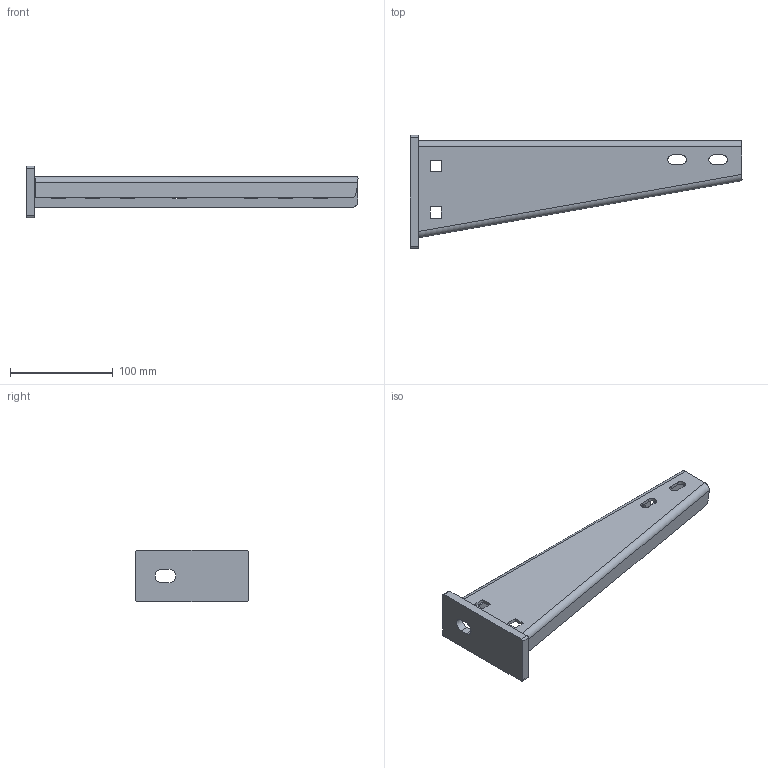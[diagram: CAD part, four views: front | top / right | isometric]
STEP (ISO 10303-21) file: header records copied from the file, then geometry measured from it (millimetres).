
FILE_DESCRIPTION((''),'2;1');
FILE_NAME('713030_ASM','2019-03-18T10:56:23',('tomasz.grudniewski'),(''),'CREO PARAMETRIC BY PTC INC, 2018500','CREO PARAMETRIC BY PTC INC, 2018500','');
FILE_SCHEMA(('CONFIG_CONTROL_DESIGN'));
Length unit declared in the file: millimetre
Products named in the file (3): 110PODSTAWA_PRT; WWCT300_PRT; 713030_ASM
Assembly tree (2 placements, depth 2):
  713030_ASM
    110PODSTAWA_PRT
    WWCT300_PRT
Bounding box: 323.2 x 110 x 50 mm (x, y, z)
Volume: 137890.8 mm3; surface area: 81727.2 mm2
Topology: 2 solids, 2 shells, 110 faces, 302 edges, 196 vertices
Faces by surface type: plane 65, cylinder 44, bspline 1
Entity records: 3661 total; most frequent: CARTESIAN_POINT 661, DIRECTION 614, ORIENTED_EDGE 604, EDGE_CURVE 302, VECTOR 214, LINE 214, AXIS2_PLACEMENT_3D 200, VERTEX_POINT 196
